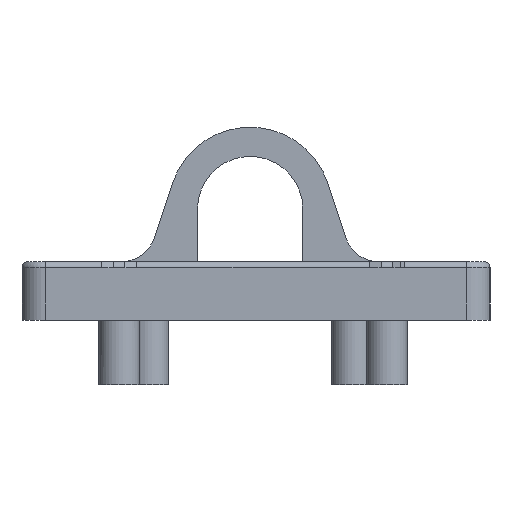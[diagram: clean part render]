
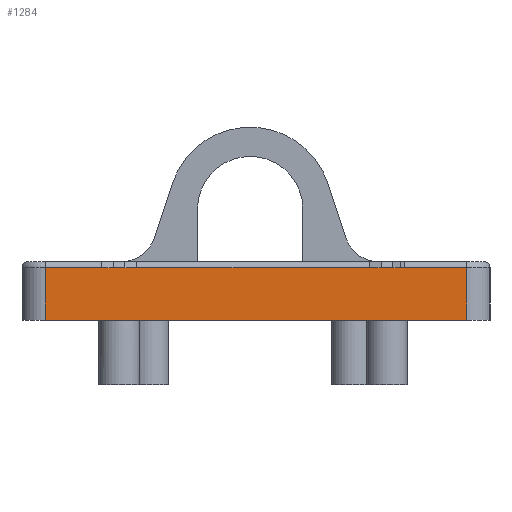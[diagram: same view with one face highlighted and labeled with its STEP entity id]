
A CAD part, left-side view. The second image highlights one B-rep face of the part: STEP entity #1284.
In plain terms, the highlighted planar face has unit normal (-1, 0, 0).
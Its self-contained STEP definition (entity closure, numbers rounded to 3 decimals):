
#1284=ADVANCED_FACE('',(#1648),#1461,.T.);
#1461=PLANE('',#5700);
#1648=FACE_OUTER_BOUND('',#1866,.T.);
#1866=EDGE_LOOP('',(#2841,#2842,#2843,#2844,#2845,#2846,#2847,#2848,#2849,
#2850,#2851,#2852));
#2841=ORIENTED_EDGE('',*,*,#4320,.T.);
#2842=ORIENTED_EDGE('',*,*,#4147,.T.);
#2843=ORIENTED_EDGE('',*,*,#4321,.T.);
#2844=ORIENTED_EDGE('',*,*,#4144,.T.);
#2845=ORIENTED_EDGE('',*,*,#4322,.T.);
#2846=ORIENTED_EDGE('',*,*,#4141,.T.);
#2847=ORIENTED_EDGE('',*,*,#4323,.T.);
#2848=ORIENTED_EDGE('',*,*,#4138,.T.);
#2849=ORIENTED_EDGE('',*,*,#4324,.T.);
#2850=ORIENTED_EDGE('',*,*,#4325,.T.);
#2851=ORIENTED_EDGE('',*,*,#4326,.T.);
#2852=ORIENTED_EDGE('',*,*,#4195,.T.);
#3639=VERTEX_POINT('',#7676);
#3640=VERTEX_POINT('',#7678);
#3641=VERTEX_POINT('',#7682);
#3642=VERTEX_POINT('',#7684);
#3643=VERTEX_POINT('',#7688);
#3644=VERTEX_POINT('',#7690);
#3645=VERTEX_POINT('',#7694);
#3647=VERTEX_POINT('',#7697);
#3681=VERTEX_POINT('',#7780);
#3688=VERTEX_POINT('',#7793);
#3784=VERTEX_POINT('',#8033);
#3785=VERTEX_POINT('',#8035);
#4138=EDGE_CURVE('',#3640,#3639,#4701,.T.);
#4141=EDGE_CURVE('',#3642,#3641,#4702,.T.);
#4144=EDGE_CURVE('',#3644,#3643,#4703,.T.);
#4147=EDGE_CURVE('',#3647,#3645,#4704,.T.);
#4195=EDGE_CURVE('',#3681,#3688,#4736,.T.);
#4320=EDGE_CURVE('',#3688,#3647,#4835,.T.);
#4321=EDGE_CURVE('',#3645,#3644,#4836,.T.);
#4322=EDGE_CURVE('',#3643,#3642,#4837,.T.);
#4323=EDGE_CURVE('',#3641,#3640,#4838,.T.);
#4324=EDGE_CURVE('',#3639,#3784,#4839,.T.);
#4325=EDGE_CURVE('',#3784,#3785,#4840,.T.);
#4326=EDGE_CURVE('',#3785,#3681,#4841,.T.);
#4701=LINE('',#7677,#5183);
#4702=LINE('',#7683,#5184);
#4703=LINE('',#7689,#5185);
#4704=LINE('',#7696,#5186);
#4736=LINE('',#7794,#5218);
#4835=LINE('',#8028,#5317);
#4836=LINE('',#8029,#5318);
#4837=LINE('',#8030,#5319);
#4838=LINE('',#8031,#5320);
#4839=LINE('',#8032,#5321);
#4840=LINE('',#8034,#5322);
#4841=LINE('',#8036,#5323);
#5183=VECTOR('',#6372,1.);
#5184=VECTOR('',#6379,1.);
#5185=VECTOR('',#6386,1.);
#5186=VECTOR('',#6393,1.);
#5218=VECTOR('',#6473,1.);
#5317=VECTOR('',#6652,1.);
#5318=VECTOR('',#6653,1.);
#5319=VECTOR('',#6654,1.);
#5320=VECTOR('',#6655,1.);
#5321=VECTOR('',#6656,1.);
#5322=VECTOR('',#6657,1.);
#5323=VECTOR('',#6658,1.);
#5700=AXIS2_PLACEMENT_3D('',#8037,#6659,#6660);
#6372=DIRECTION('',(0.,1.,0.));
#6379=DIRECTION('',(0.,1.,0.));
#6386=DIRECTION('',(0.,1.,0.));
#6393=DIRECTION('',(0.,1.,0.));
#6473=DIRECTION('',(0.,-1.,0.));
#6652=DIRECTION('',(0.,0.,1.));
#6653=DIRECTION('',(0.,1.,0.));
#6654=DIRECTION('',(0.,1.,0.));
#6655=DIRECTION('',(0.,1.,0.));
#6656=DIRECTION('',(0.,1.,0.));
#6657=DIRECTION('',(0.,1.,0.));
#6658=DIRECTION('',(0.,0.,-1.));
#6659=DIRECTION('',(-1.,0.,0.));
#6660=DIRECTION('',(0.,0.,1.));
#7676=CARTESIAN_POINT('',(-152.309,-15.979,4.5));
#7677=CARTESIAN_POINT('',(-152.309,-27.179,4.5));
#7678=CARTESIAN_POINT('',(-152.309,-16.979,4.5));
#7682=CARTESIAN_POINT('',(-152.309,-17.979,4.5));
#7683=CARTESIAN_POINT('',(-152.309,-27.179,4.5));
#7684=CARTESIAN_POINT('',(-152.309,-37.879,4.5));
#7688=CARTESIAN_POINT('',(-152.309,-38.879,4.5));
#7689=CARTESIAN_POINT('',(-152.309,-27.179,4.5));
#7690=CARTESIAN_POINT('',(-152.309,-39.879,4.5));
#7694=CARTESIAN_POINT('',(-152.309,-40.879,4.5));
#7696=CARTESIAN_POINT('',(-152.309,-27.179,4.5));
#7697=CARTESIAN_POINT('',(-152.309,-46.179,4.5));
#7780=CARTESIAN_POINT('',(-152.309,-10.179,0.));
#7793=CARTESIAN_POINT('',(-152.309,-46.179,0.));
#7794=CARTESIAN_POINT('',(-152.309,-27.179,0.));
#8028=CARTESIAN_POINT('',(-152.309,-46.179,0.));
#8029=CARTESIAN_POINT('',(-152.309,-27.179,4.5));
#8030=CARTESIAN_POINT('',(-152.309,-27.179,4.5));
#8031=CARTESIAN_POINT('',(-152.309,-27.179,4.5));
#8032=CARTESIAN_POINT('',(-152.309,-27.179,4.5));
#8033=CARTESIAN_POINT('',(-152.309,-14.979,4.5));
#8034=CARTESIAN_POINT('',(-152.309,-27.179,4.5));
#8035=CARTESIAN_POINT('',(-152.309,-10.179,4.5));
#8036=CARTESIAN_POINT('',(-152.309,-10.179,0.));
#8037=CARTESIAN_POINT('',(-152.309,-27.179,0.));
